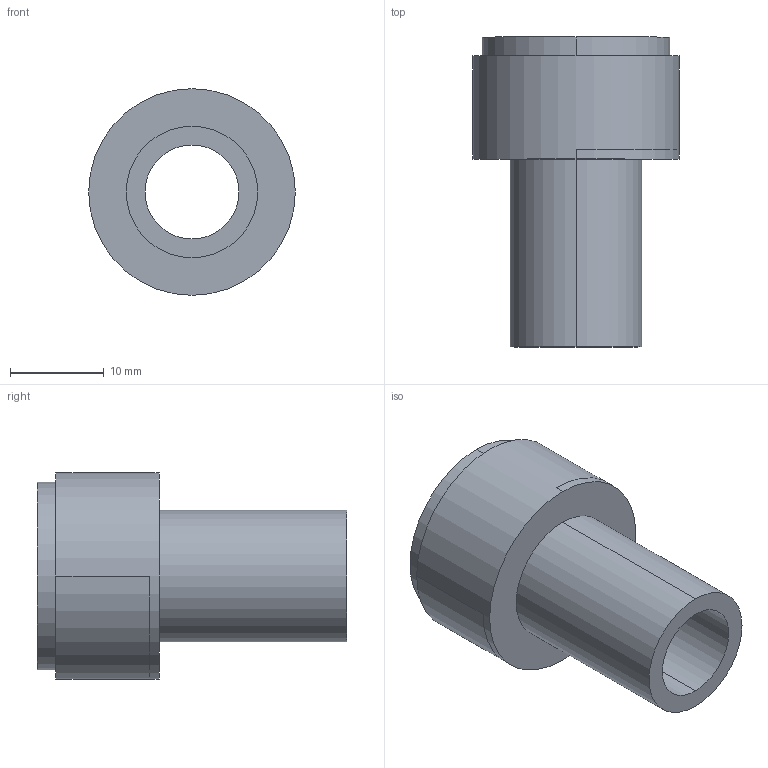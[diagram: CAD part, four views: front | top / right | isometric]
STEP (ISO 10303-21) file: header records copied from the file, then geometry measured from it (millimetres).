
FILE_DESCRIPTION((''),'2;1');
FILE_NAME('BECCO2','2023-02-25T10:21:15',('alexb'),(''),'CREO PARAMETRIC BY PTC INC, 2022164','CREO PARAMETRIC BY PTC INC, 2022164','');
FILE_SCHEMA(('CONFIG_CONTROL_DESIGN'));
Length unit declared in the file: millimetre
Products named in the file (1): BECCO2
Bounding box: 22 x 33 x 22 mm (x, y, z)
Volume: 3449.5 mm3; surface area: 3669.4 mm2
Topology: 1 solids, 1 shells, 15 faces, 42 edges, 32 vertices
Faces by surface type: cylinder 10, plane 5
Entity records: 560 total; most frequent: DIRECTION 98, CARTESIAN_POINT 89, ORIENTED_EDGE 84, EDGE_CURVE 42, AXIS2_PLACEMENT_3D 41, VERTEX_POINT 32, CIRCLE 26, EDGE_LOOP 20
